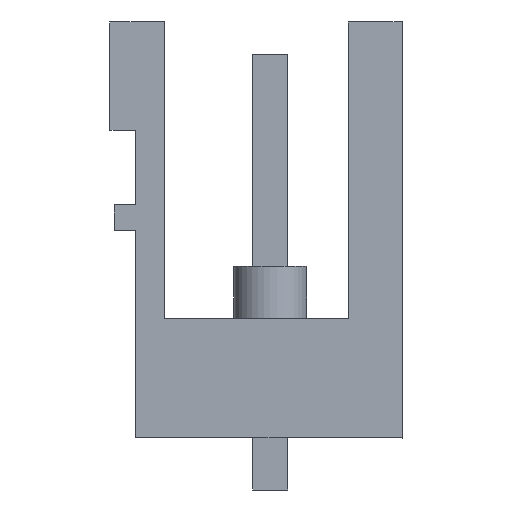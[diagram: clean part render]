
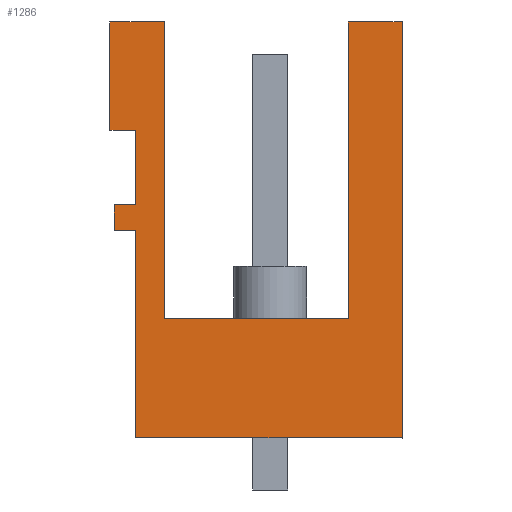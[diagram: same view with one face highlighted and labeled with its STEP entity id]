
A CAD part, left-side view. The second image highlights one B-rep face of the part: STEP entity #1286.
In plain terms, the highlighted planar face has unit normal (-1, 0, 0).
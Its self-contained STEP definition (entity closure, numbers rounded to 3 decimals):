
#1186=AXIS2_PLACEMENT_3D('Plane Axis2P3D',#1183,#1184,#1185) ;
#375=CARTESIAN_POINT('Vertex',(0.,7.68,1.5)) ;
#378=CARTESIAN_POINT('Line Origine',(0.,7.68,4.49)) ;
#382=CARTESIAN_POINT('Vertex',(0.,7.68,7.481)) ;
#1168=CARTESIAN_POINT('Vertex',(0.,0.,1.5)) ;
#1171=CARTESIAN_POINT('Line Origine',(0.,3.84,1.5)) ;
#1183=CARTESIAN_POINT('Axis2P3D Location',(0.,8.43,0.)) ;
#1188=CARTESIAN_POINT('Line Origine',(0.,0.,7.5)) ;
#1192=CARTESIAN_POINT('Vertex',(0.,0.,13.5)) ;
#1195=CARTESIAN_POINT('Line Origine',(0.,0.775,13.5)) ;
#1199=CARTESIAN_POINT('Vertex',(0.,1.55,13.5)) ;
#1202=CARTESIAN_POINT('Line Origine',(0.,1.55,9.225)) ;
#1206=CARTESIAN_POINT('Vertex',(0.,1.55,4.95)) ;
#1209=CARTESIAN_POINT('Line Origine',(0.,4.207,4.95)) ;
#1213=CARTESIAN_POINT('Vertex',(0.,6.863,4.95)) ;
#1216=CARTESIAN_POINT('Line Origine',(0.,6.863,9.225)) ;
#1220=CARTESIAN_POINT('Vertex',(0.,6.863,13.5)) ;
#1223=CARTESIAN_POINT('Line Origine',(0.,7.647,13.5)) ;
#1227=CARTESIAN_POINT('Vertex',(0.,8.43,13.5)) ;
#1230=CARTESIAN_POINT('Line Origine',(0.,8.43,11.94)) ;
#1234=CARTESIAN_POINT('Vertex',(0.,8.43,10.38)) ;
#1237=CARTESIAN_POINT('Line Origine',(0.,8.055,10.38)) ;
#1241=CARTESIAN_POINT('Vertex',(0.,7.68,10.38)) ;
#1244=CARTESIAN_POINT('Line Origine',(0.,7.68,9.305)) ;
#1248=CARTESIAN_POINT('Vertex',(0.,7.68,8.23)) ;
#1251=CARTESIAN_POINT('Line Origine',(0.,7.99,8.23)) ;
#1255=CARTESIAN_POINT('Vertex',(0.,8.3,8.23)) ;
#1258=CARTESIAN_POINT('Line Origine',(0.,8.3,7.855)) ;
#1262=CARTESIAN_POINT('Vertex',(0.,8.3,7.481)) ;
#1265=CARTESIAN_POINT('Line Origine',(0.,7.99,7.481)) ;
#379=DIRECTION('Vector Direction',(0.,0.,-1.)) ;
#1172=DIRECTION('Vector Direction',(0.,-1.,0.)) ;
#1184=DIRECTION('Axis2P3D Direction',(-1.,0.,0.)) ;
#1185=DIRECTION('Axis2P3D XDirection',(0.,1.,0.)) ;
#1189=DIRECTION('Vector Direction',(0.,0.,1.)) ;
#1196=DIRECTION('Vector Direction',(0.,1.,0.)) ;
#1203=DIRECTION('Vector Direction',(0.,0.,-1.)) ;
#1210=DIRECTION('Vector Direction',(0.,1.,0.)) ;
#1217=DIRECTION('Vector Direction',(0.,0.,1.)) ;
#1224=DIRECTION('Vector Direction',(0.,1.,0.)) ;
#1231=DIRECTION('Vector Direction',(0.,0.,-1.)) ;
#1238=DIRECTION('Vector Direction',(0.,-1.,0.)) ;
#1245=DIRECTION('Vector Direction',(0.,0.,-1.)) ;
#1252=DIRECTION('Vector Direction',(0.,1.,0.)) ;
#1259=DIRECTION('Vector Direction',(0.,0.,-1.)) ;
#1266=DIRECTION('Vector Direction',(0.,-1.,0.)) ;
#380=VECTOR('Line Direction',#379,1.) ;
#1173=VECTOR('Line Direction',#1172,1.) ;
#1190=VECTOR('Line Direction',#1189,1.) ;
#1197=VECTOR('Line Direction',#1196,1.) ;
#1204=VECTOR('Line Direction',#1203,1.) ;
#1211=VECTOR('Line Direction',#1210,1.) ;
#1218=VECTOR('Line Direction',#1217,1.) ;
#1225=VECTOR('Line Direction',#1224,1.) ;
#1232=VECTOR('Line Direction',#1231,1.) ;
#1239=VECTOR('Line Direction',#1238,1.) ;
#1246=VECTOR('Line Direction',#1245,1.) ;
#1253=VECTOR('Line Direction',#1252,1.) ;
#1260=VECTOR('Line Direction',#1259,1.) ;
#1267=VECTOR('Line Direction',#1266,1.) ;
#1271=ORIENTED_EDGE('',*,*,#1194,.T.) ;
#1272=ORIENTED_EDGE('',*,*,#1201,.T.) ;
#1273=ORIENTED_EDGE('',*,*,#1208,.T.) ;
#1274=ORIENTED_EDGE('',*,*,#1215,.T.) ;
#1275=ORIENTED_EDGE('',*,*,#1222,.T.) ;
#1276=ORIENTED_EDGE('',*,*,#1229,.T.) ;
#1277=ORIENTED_EDGE('',*,*,#1236,.T.) ;
#1278=ORIENTED_EDGE('',*,*,#1243,.T.) ;
#1279=ORIENTED_EDGE('',*,*,#1250,.T.) ;
#1280=ORIENTED_EDGE('',*,*,#1257,.T.) ;
#1281=ORIENTED_EDGE('',*,*,#1264,.T.) ;
#1282=ORIENTED_EDGE('',*,*,#1269,.T.) ;
#1283=ORIENTED_EDGE('',*,*,#384,.T.) ;
#1284=ORIENTED_EDGE('',*,*,#1175,.T.) ;
#1286=ADVANCED_FACE('HOUSING',(#1285),#1187,.T.) ;
#384=EDGE_CURVE('',#383,#376,#381,.T.) ;
#1175=EDGE_CURVE('',#376,#1169,#1174,.T.) ;
#1194=EDGE_CURVE('',#1169,#1193,#1191,.T.) ;
#1201=EDGE_CURVE('',#1193,#1200,#1198,.T.) ;
#1208=EDGE_CURVE('',#1200,#1207,#1205,.T.) ;
#1215=EDGE_CURVE('',#1207,#1214,#1212,.T.) ;
#1222=EDGE_CURVE('',#1214,#1221,#1219,.T.) ;
#1229=EDGE_CURVE('',#1221,#1228,#1226,.T.) ;
#1236=EDGE_CURVE('',#1228,#1235,#1233,.T.) ;
#1243=EDGE_CURVE('',#1235,#1242,#1240,.T.) ;
#1250=EDGE_CURVE('',#1242,#1249,#1247,.T.) ;
#1257=EDGE_CURVE('',#1249,#1256,#1254,.T.) ;
#1264=EDGE_CURVE('',#1256,#1263,#1261,.T.) ;
#1269=EDGE_CURVE('',#1263,#383,#1268,.T.) ;
#1270=EDGE_LOOP('',(#1271,#1272,#1273,#1274,#1275,#1276,#1277,#1278,#1279,#1280,#1281,#1282,#1283,#1284)) ;
#1285=FACE_OUTER_BOUND('',#1270,.T.) ;
#381=LINE('Line',#378,#380) ;
#1174=LINE('Line',#1171,#1173) ;
#1191=LINE('Line',#1188,#1190) ;
#1198=LINE('Line',#1195,#1197) ;
#1205=LINE('Line',#1202,#1204) ;
#1212=LINE('Line',#1209,#1211) ;
#1219=LINE('Line',#1216,#1218) ;
#1226=LINE('Line',#1223,#1225) ;
#1233=LINE('Line',#1230,#1232) ;
#1240=LINE('Line',#1237,#1239) ;
#1247=LINE('Line',#1244,#1246) ;
#1254=LINE('Line',#1251,#1253) ;
#1261=LINE('Line',#1258,#1260) ;
#1268=LINE('Line',#1265,#1267) ;
#1187=PLANE('',#1186) ;
#376=VERTEX_POINT('',#375) ;
#383=VERTEX_POINT('',#382) ;
#1169=VERTEX_POINT('',#1168) ;
#1193=VERTEX_POINT('',#1192) ;
#1200=VERTEX_POINT('',#1199) ;
#1207=VERTEX_POINT('',#1206) ;
#1214=VERTEX_POINT('',#1213) ;
#1221=VERTEX_POINT('',#1220) ;
#1228=VERTEX_POINT('',#1227) ;
#1235=VERTEX_POINT('',#1234) ;
#1242=VERTEX_POINT('',#1241) ;
#1249=VERTEX_POINT('',#1248) ;
#1256=VERTEX_POINT('',#1255) ;
#1263=VERTEX_POINT('',#1262) ;
